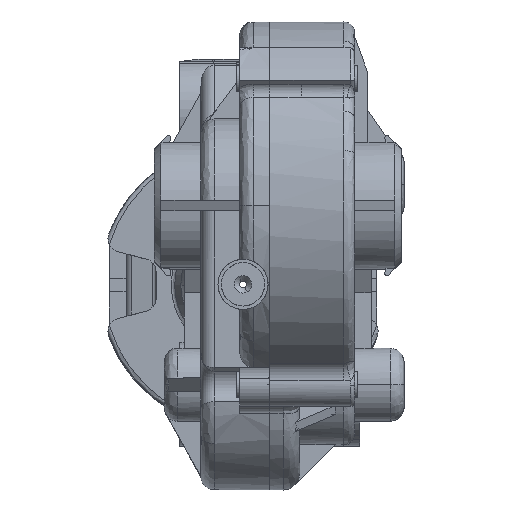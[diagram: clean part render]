
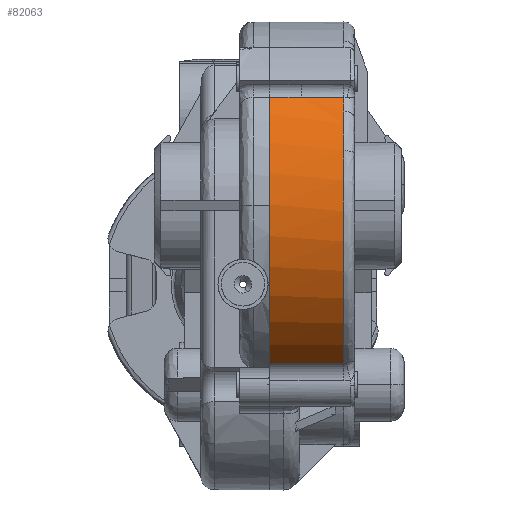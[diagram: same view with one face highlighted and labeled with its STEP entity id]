
A CAD part, top view. The second image highlights one B-rep face of the part: STEP entity #82063.
In plain terms, the highlighted cylindrical face has radius 27.5 mm (diameter 55 mm), a partial arc.
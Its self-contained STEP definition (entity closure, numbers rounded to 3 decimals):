
#81792=AXIS2_PLACEMENT_3D('Cylinder Axis2P3D',#81789,#81790,#81791) ;
#82008=AXIS2_PLACEMENT_3D('Circle Axis2P3D',#82006,#82007,$) ;
#82024=AXIS2_PLACEMENT_3D('Circle Axis2P3D',#82022,#82023,$) ;
#82031=AXIS2_PLACEMENT_3D('Circle Axis2P3D',#82029,#82030,$) ;
#82038=AXIS2_PLACEMENT_3D('Circle Axis2P3D',#82036,#82037,$) ;
#82050=AXIS2_PLACEMENT_3D('Circle Axis2P3D',#82048,#82049,$) ;
#81789=CARTESIAN_POINT('Axis2P3D Location',(4.,11.8,58.55)) ;
#81984=CARTESIAN_POINT('Vertex',(4.,27.993,80.777)) ;
#81987=CARTESIAN_POINT('Line Origine',(10.05,27.993,80.777)) ;
#81991=CARTESIAN_POINT('Vertex',(8.7,27.993,80.777)) ;
#82006=CARTESIAN_POINT('Axis2P3D Location',(4.,11.8,58.55)) ;
#82010=CARTESIAN_POINT('Vertex',(4.,25.512,82.388)) ;
#82012=CARTESIAN_POINT('Vertex',(4.,-11.799,72.669)) ;
#82015=CARTESIAN_POINT('Line Origine',(8.19,-11.799,72.669)) ;
#82019=CARTESIAN_POINT('Vertex',(15.1,-11.799,72.669)) ;
#82022=CARTESIAN_POINT('Axis2P3D Location',(15.1,11.8,58.55)) ;
#82026=CARTESIAN_POINT('Vertex',(15.1,19.964,84.81)) ;
#82029=CARTESIAN_POINT('Axis2P3D Location',(15.1,11.8,58.55)) ;
#82033=CARTESIAN_POINT('Vertex',(15.1,25.926,82.145)) ;
#82036=CARTESIAN_POINT('Axis2P3D Location',(15.1,11.8,58.55)) ;
#82040=CARTESIAN_POINT('Vertex',(15.1,27.993,80.777)) ;
#82043=CARTESIAN_POINT('Line Origine',(8.19,27.993,80.777)) ;
#82048=CARTESIAN_POINT('Axis2P3D Location',(4.,11.8,58.55)) ;
#81790=DIRECTION('Axis2P3D Direction',(1.,0.,0.)) ;
#81791=DIRECTION('Axis2P3D XDirection',(0.,0.684,-0.729)) ;
#81988=DIRECTION('Vector Direction',(1.,0.,0.)) ;
#82007=DIRECTION('Axis2P3D Direction',(1.,0.,0.)) ;
#82016=DIRECTION('Vector Direction',(1.,0.,0.)) ;
#82023=DIRECTION('Axis2P3D Direction',(1.,0.,0.)) ;
#82030=DIRECTION('Axis2P3D Direction',(1.,0.,0.)) ;
#82037=DIRECTION('Axis2P3D Direction',(1.,0.,0.)) ;
#82044=DIRECTION('Vector Direction',(1.,0.,0.)) ;
#82049=DIRECTION('Axis2P3D Direction',(1.,0.,0.)) ;
#81989=VECTOR('Line Direction',#81988,1.) ;
#82017=VECTOR('Line Direction',#82016,1.) ;
#82045=VECTOR('Line Direction',#82044,1.) ;
#82054=ORIENTED_EDGE('',*,*,#82014,.T.) ;
#82055=ORIENTED_EDGE('',*,*,#82021,.F.) ;
#82056=ORIENTED_EDGE('',*,*,#82028,.F.) ;
#82057=ORIENTED_EDGE('',*,*,#82035,.F.) ;
#82058=ORIENTED_EDGE('',*,*,#82042,.F.) ;
#82059=ORIENTED_EDGE('',*,*,#82047,.F.) ;
#82060=ORIENTED_EDGE('',*,*,#81993,.F.) ;
#82061=ORIENTED_EDGE('',*,*,#82052,.T.) ;
#82063=ADVANCED_FACE('10000000611_00_DECKEL G.1\\3D_471_015 Deckel G von V4',(#82062),#81793,.T.) ;
#82009=CIRCLE('generated circle',#82008,27.5) ;
#82025=CIRCLE('generated circle',#82024,27.5) ;
#82032=CIRCLE('generated circle',#82031,27.5) ;
#82039=CIRCLE('generated circle',#82038,27.5) ;
#82051=CIRCLE('generated circle',#82050,27.5) ;
#81793=CYLINDRICAL_SURFACE('generated cylinder',#81792,27.5) ;
#81993=EDGE_CURVE('',#81985,#81992,#81990,.T.) ;
#82014=EDGE_CURVE('',#82011,#82013,#82009,.T.) ;
#82021=EDGE_CURVE('',#82020,#82013,#82018,.F.) ;
#82028=EDGE_CURVE('',#82027,#82020,#82025,.T.) ;
#82035=EDGE_CURVE('',#82034,#82027,#82032,.T.) ;
#82042=EDGE_CURVE('',#82041,#82034,#82039,.T.) ;
#82047=EDGE_CURVE('',#81992,#82041,#82046,.T.) ;
#82052=EDGE_CURVE('',#81985,#82011,#82051,.T.) ;
#82053=EDGE_LOOP('',(#82054,#82055,#82056,#82057,#82058,#82059,#82060,#82061)) ;
#82062=FACE_OUTER_BOUND('',#82053,.T.) ;
#81990=LINE('Line',#81987,#81989) ;
#82018=LINE('Line',#82015,#82017) ;
#82046=LINE('Line',#82043,#82045) ;
#81985=VERTEX_POINT('',#81984) ;
#81992=VERTEX_POINT('',#81991) ;
#82011=VERTEX_POINT('',#82010) ;
#82013=VERTEX_POINT('',#82012) ;
#82020=VERTEX_POINT('',#82019) ;
#82027=VERTEX_POINT('',#82026) ;
#82034=VERTEX_POINT('',#82033) ;
#82041=VERTEX_POINT('',#82040) ;
